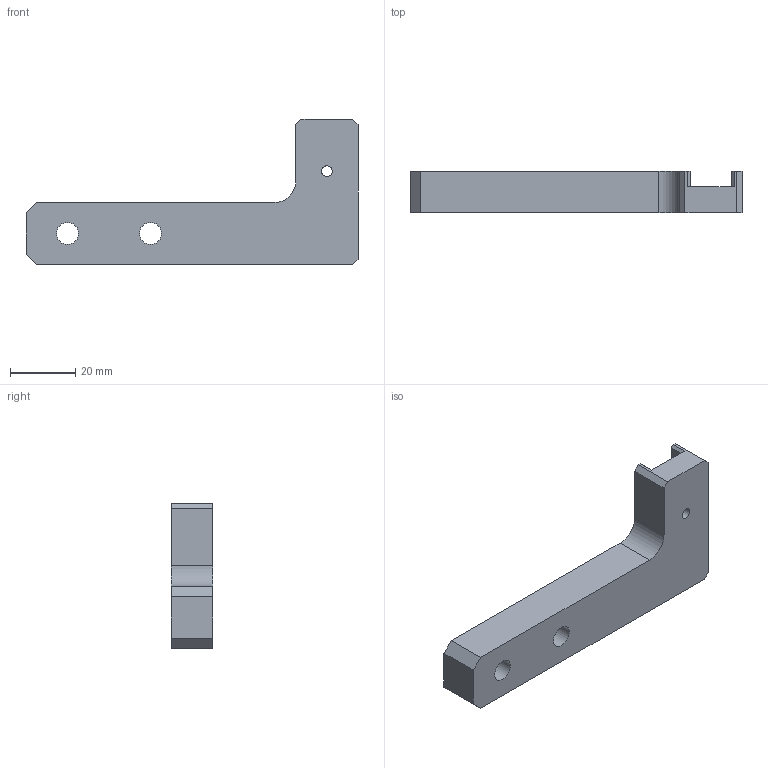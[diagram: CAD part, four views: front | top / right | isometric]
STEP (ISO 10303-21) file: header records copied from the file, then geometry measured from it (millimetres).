
FILE_DESCRIPTION(/* description */ (''),/* implementation_level */ '2;1');
FILE_NAME(/* name */ 'Holder - headbars - L - RH.stp',/* time_stamp */ '2019-08-08T15:00:35-04:00',/* author */ ('Tanya'),/* organization */ (''),/* preprocessor_version */ 'ST-DEVELOPER v17',/* originating_system */ 'Autodesk Inventor 2019',/* authorisation */ '');
FILE_SCHEMA (('AUTOMOTIVE_DESIGN { 1 0 10303 214 3 1 1 }'));
Length unit declared in the file: inch
Products named in the file (1): Holder - headbars - L - RH
Bounding box: 101.6 x 12.7 x 44.45 mm (x, y, z)
Volume: 26207.3 mm3; surface area: 9349.5 mm2
Topology: 1 solids, 1 shells, 29 faces, 80 edges, 55 vertices
Faces by surface type: plane 23, cylinder 6
Full cylindrical faces by diameter (mm): 3.302 x1, 6.756 x2, 11.125 x2
Entity records: 984 total; most frequent: CARTESIAN_POINT 165, ORIENTED_EDGE 160, DIRECTION 157, EDGE_CURVE 80, LINE 63, VECTOR 63, VERTEX_POINT 55, AXIS2_PLACEMENT_3D 47
